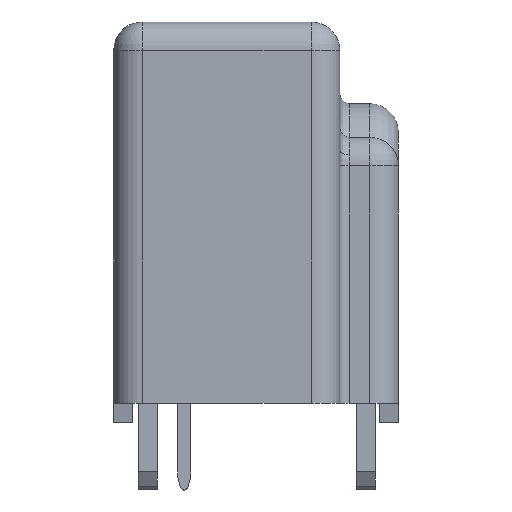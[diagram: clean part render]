
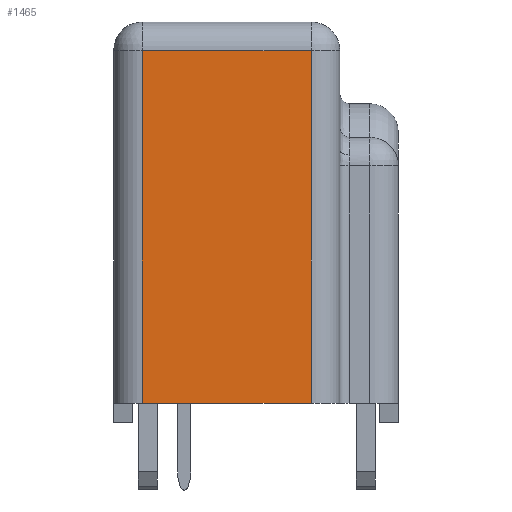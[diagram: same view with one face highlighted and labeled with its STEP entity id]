
A CAD part, left-side view. The second image highlights one B-rep face of the part: STEP entity #1465.
In plain terms, the highlighted planar face has unit normal (-1, 0, 0).
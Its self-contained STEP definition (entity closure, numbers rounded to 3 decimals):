
#1308=CARTESIAN_POINT('',(-7.755,2.86,19.5));
#1309=VERTEX_POINT('',#1308);
#1323=CARTESIAN_POINT('',(-7.755,11.725,19.5));
#1324=VERTEX_POINT('',#1323);
#1332=CARTESIAN_POINT('',(-7.755,11.725,19.5));
#1333=DIRECTION('',(0.0,-1.0,0.0));
#1334=VECTOR('',#1333,8.865);
#1335=LINE('',#1332,#1334);
#1336=EDGE_CURVE('',#1324,#1309,#1335,.T.);
#1423=CARTESIAN_POINT('',(-7.755,2.86,1.0));
#1424=VERTEX_POINT('',#1423);
#1425=CARTESIAN_POINT('',(-7.755,2.86,1.0));
#1426=DIRECTION('',(0.0,0.0,1.0));
#1427=VECTOR('',#1426,18.5);
#1428=LINE('',#1425,#1427);
#1429=EDGE_CURVE('',#1424,#1309,#1428,.T.);
#1442=CARTESIAN_POINT('',(-7.755,2.86,1.0));
#1443=DIRECTION('',(-1.0,0.0,0.0));
#1444=DIRECTION('',(0.0,0.0,1.0));
#1445=AXIS2_PLACEMENT_3D('',#1442,#1443,#1444);
#1446=PLANE('',#1445);
#1447=ORIENTED_EDGE('',*,*,#1336,.F.);
#1448=CARTESIAN_POINT('',(-7.755,11.725,1.0));
#1449=VERTEX_POINT('',#1448);
#1450=CARTESIAN_POINT('',(-7.755,11.725,1.0));
#1451=DIRECTION('',(0.0,0.0,1.0));
#1452=VECTOR('',#1451,18.5);
#1453=LINE('',#1450,#1452);
#1454=EDGE_CURVE('',#1449,#1324,#1453,.T.);
#1455=ORIENTED_EDGE('',*,*,#1454,.F.);
#1456=CARTESIAN_POINT('',(-7.755,11.725,1.0));
#1457=DIRECTION('',(0.0,-1.0,0.0));
#1458=VECTOR('',#1457,8.865);
#1459=LINE('',#1456,#1458);
#1460=EDGE_CURVE('',#1449,#1424,#1459,.T.);
#1461=ORIENTED_EDGE('',*,*,#1460,.T.);
#1462=ORIENTED_EDGE('',*,*,#1429,.T.);
#1463=EDGE_LOOP('',(#1447,#1455,#1461,#1462));
#1464=FACE_OUTER_BOUND('',#1463,.T.);
#1465=ADVANCED_FACE('',(#1464),#1446,.T.);
